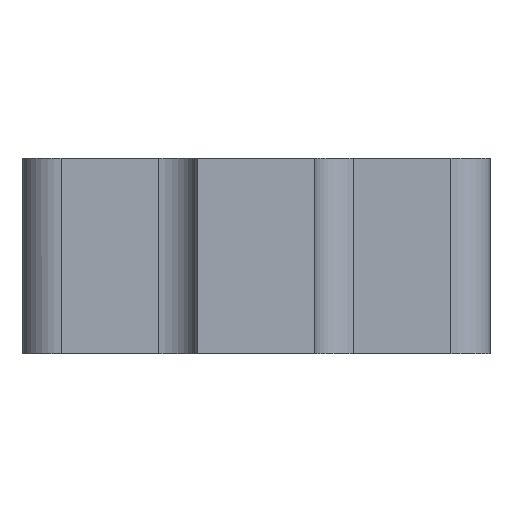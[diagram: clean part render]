
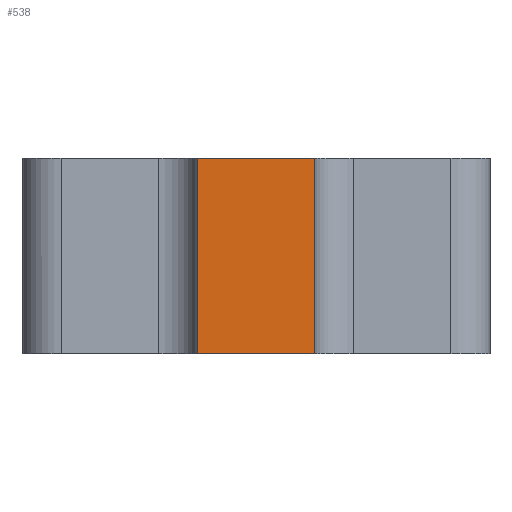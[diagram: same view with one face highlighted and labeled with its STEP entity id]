
A CAD part, front view. The second image highlights one B-rep face of the part: STEP entity #538.
In plain terms, the highlighted planar face has unit normal (0, -1, 0).
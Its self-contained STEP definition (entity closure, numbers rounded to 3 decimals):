
#43 = DIRECTION ( 'NONE',  ( 0., 1., 0. ) ) ;
#69 = VERTEX_POINT ( 'NONE', #85 ) ;
#85 = CARTESIAN_POINT ( 'NONE',  ( -7.5, -137.5, -12.5 ) ) ;
#151 = ORIENTED_EDGE ( 'NONE', *, *, #211, .T. ) ;
#174 = DIRECTION ( 'NONE',  ( 0., 0., 1. ) ) ;
#211 = EDGE_CURVE ( 'NONE', #1301, #1063, #393, .T. ) ;
#288 = CARTESIAN_POINT ( 'NONE',  ( -7.5, -137.5, 12.5 ) ) ;
#354 = CARTESIAN_POINT ( 'NONE',  ( -30., -137.5, 12.5 ) ) ;
#393 = LINE ( 'NONE', #481, #1052 ) ;
#405 = PLANE ( 'NONE',  #411 ) ;
#411 = AXIS2_PLACEMENT_3D ( 'NONE', #805, #43, #721 ) ;
#450 = EDGE_LOOP ( 'NONE', ( #457, #1396, #1072, #151 ) ) ;
#457 = ORIENTED_EDGE ( 'NONE', *, *, #1341, .F. ) ;
#481 = CARTESIAN_POINT ( 'NONE',  ( 7.5, -137.5, -12.5 ) ) ;
#538 = ADVANCED_FACE ( 'NONE', ( #1630 ), #405, .F. ) ;
#543 = EDGE_CURVE ( 'NONE', #69, #1484, #651, .T. ) ;
#567 = CARTESIAN_POINT ( 'NONE',  ( 7.5, -137.5, 12.5 ) ) ;
#579 = VECTOR ( 'NONE', #174, 1000. ) ;
#651 = LINE ( 'NONE', #820, #579 ) ;
#693 = DIRECTION ( 'NONE',  ( 1., 0., 0. ) ) ;
#721 = DIRECTION ( 'NONE',  ( 0., 0., 1. ) ) ;
#805 = CARTESIAN_POINT ( 'NONE',  ( -30., -137.5, 12.5 ) ) ;
#820 = CARTESIAN_POINT ( 'NONE',  ( -7.5, -137.5, -12.5 ) ) ;
#1052 = VECTOR ( 'NONE', #1389, 1000. ) ;
#1055 = EDGE_CURVE ( 'NONE', #69, #1301, #1562, .T. ) ;
#1063 = VERTEX_POINT ( 'NONE', #567 ) ;
#1072 = ORIENTED_EDGE ( 'NONE', *, *, #1055, .T. ) ;
#1201 = CARTESIAN_POINT ( 'NONE',  ( -30., -137.5, -12.5 ) ) ;
#1264 = DIRECTION ( 'NONE',  ( 1., 0., 0. ) ) ;
#1292 = VECTOR ( 'NONE', #1264, 1000. ) ;
#1301 = VERTEX_POINT ( 'NONE', #1381 ) ;
#1341 = EDGE_CURVE ( 'NONE', #1484, #1063, #1589, .T. ) ;
#1381 = CARTESIAN_POINT ( 'NONE',  ( 7.5, -137.5, -12.5 ) ) ;
#1389 = DIRECTION ( 'NONE',  ( 0., 0., 1. ) ) ;
#1396 = ORIENTED_EDGE ( 'NONE', *, *, #543, .F. ) ;
#1484 = VERTEX_POINT ( 'NONE', #288 ) ;
#1526 = VECTOR ( 'NONE', #693, 1000. ) ;
#1562 = LINE ( 'NONE', #1201, #1526 ) ;
#1589 = LINE ( 'NONE', #354, #1292 ) ;
#1630 = FACE_OUTER_BOUND ( 'NONE', #450, .T. ) ;
